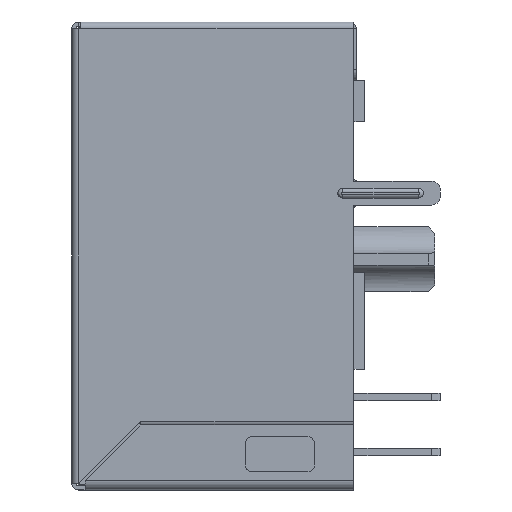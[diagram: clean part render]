
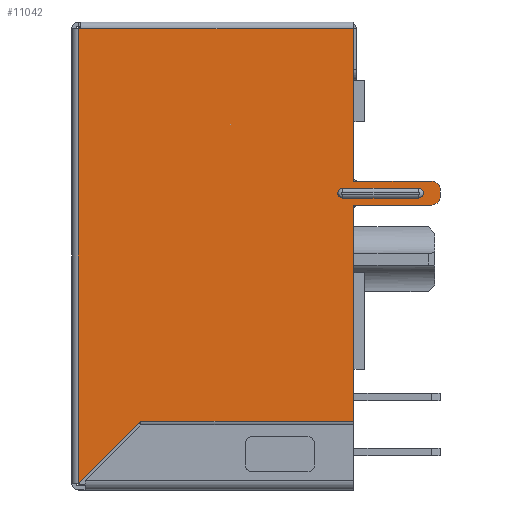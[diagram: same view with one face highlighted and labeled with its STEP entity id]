
A CAD part, left-side view. The second image highlights one B-rep face of the part: STEP entity #11042.
In plain terms, the highlighted planar face has unit normal (-1, 0, 0).
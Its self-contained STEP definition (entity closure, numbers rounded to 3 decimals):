
#49 = EDGE_CURVE ( 'NONE', #1417, #9791, #1140, .T. ) ;
#76 = EDGE_CURVE ( 'NONE', #11150, #5908, #6256, .T. ) ;
#198 = CARTESIAN_POINT ( 'NONE',  ( -7.9, 13.2, 10.95 ) ) ;
#252 = CARTESIAN_POINT ( 'NONE',  ( -7.9, 13.5, 10.65 ) ) ;
#306 = DIRECTION ( 'NONE',  ( 0., 0., -1. ) ) ;
#342 = DIRECTION ( 'NONE',  ( 0., 0., 1. ) ) ;
#367 = CARTESIAN_POINT ( 'NONE',  ( -7.9, 1., 3.05 ) ) ;
#393 = EDGE_CURVE ( 'NONE', #6378, #10892, #5563, .T. ) ;
#397 = PLANE ( 'NONE',  #6811 ) ;
#512 = CARTESIAN_POINT ( 'NONE',  ( -7.9, -3.1, 3.2 ) ) ;
#513 = DIRECTION ( 'NONE',  ( -1., 0., 0. ) ) ;
#532 = VERTEX_POINT ( 'NONE', #5936 ) ;
#683 = ORIENTED_EDGE ( 'NONE', *, *, #3374, .T. ) ;
#756 = DIRECTION ( 'NONE',  ( 0., -1., 0. ) ) ;
#908 = EDGE_CURVE ( 'NONE', #6949, #532, #8786, .T. ) ;
#916 = CARTESIAN_POINT ( 'NONE',  ( -7.9, 1., 2.825 ) ) ;
#1140 = LINE ( 'NONE', #7088, #9502 ) ;
#1229 = LINE ( 'NONE', #9340, #11269 ) ;
#1274 = EDGE_CURVE ( 'NONE', #2561, #10892, #5680, .T. ) ;
#1288 = DIRECTION ( 'NONE',  ( -1., 0., 0. ) ) ;
#1302 = FACE_BOUND ( 'NONE', #1815, .T. ) ;
#1319 = VECTOR ( 'NONE', #6639, 1000. ) ;
#1372 = CARTESIAN_POINT ( 'NONE',  ( -7.9, -3.5, 2.9 ) ) ;
#1417 = VERTEX_POINT ( 'NONE', #916 ) ;
#1518 = DIRECTION ( 'NONE',  ( -1., 0., 0. ) ) ;
#1533 = CARTESIAN_POINT ( 'NONE',  ( -7.9, -3.1, 3.6 ) ) ;
#1726 = ORIENTED_EDGE ( 'NONE', *, *, #11483, .T. ) ;
#1732 = VECTOR ( 'NONE', #8346, 1000. ) ;
#1787 = CARTESIAN_POINT ( 'NONE',  ( -7.9, 10.32, -7.47 ) ) ;
#1815 = EDGE_LOOP ( 'NONE', ( #2707, #4863, #10431, #11714 ) ) ;
#1880 = CARTESIAN_POINT ( 'NONE',  ( -7.9, -2.5, 2.825 ) ) ;
#1895 = CARTESIAN_POINT ( 'NONE',  ( -7.9, -3.5, 3.2 ) ) ;
#1903 = LINE ( 'NONE', #10207, #1319 ) ;
#1942 = ORIENTED_EDGE ( 'NONE', *, *, #76, .T. ) ;
#2183 = DIRECTION ( 'NONE',  ( 0., 1., 0. ) ) ;
#2202 = ORIENTED_EDGE ( 'NONE', *, *, #10513, .F. ) ;
#2561 = VERTEX_POINT ( 'NONE', #8470 ) ;
#2651 = VERTEX_POINT ( 'NONE', #1372 ) ;
#2707 = ORIENTED_EDGE ( 'NONE', *, *, #49, .F. ) ;
#2813 = EDGE_CURVE ( 'NONE', #6257, #1417, #7091, .T. ) ;
#3108 = EDGE_CURVE ( 'NONE', #2561, #6678, #1229, .T. ) ;
#3118 = CARTESIAN_POINT ( 'NONE',  ( -7.9, -3.1, 2.9 ) ) ;
#3256 = CARTESIAN_POINT ( 'NONE',  ( -7.9, -3.1, 2.5 ) ) ;
#3364 = CARTESIAN_POINT ( 'NONE',  ( -7.9, 0., 10.65 ) ) ;
#3367 = DIRECTION ( 'NONE',  ( 0., 0., -1. ) ) ;
#3374 = EDGE_CURVE ( 'NONE', #6949, #4015, #11695, .T. ) ;
#3710 = CARTESIAN_POINT ( 'NONE',  ( -7.9, 0.5, 10.95 ) ) ;
#3714 = CIRCLE ( 'NONE', #8374, 0.4 ) ;
#3793 = VECTOR ( 'NONE', #9644, 1000. ) ;
#3875 = LINE ( 'NONE', #252, #4442 ) ;
#3893 = DIRECTION ( 'NONE',  ( 0., 0., 1. ) ) ;
#4015 = VERTEX_POINT ( 'NONE', #9130 ) ;
#4104 = CIRCLE ( 'NONE', #10558, 0.4 ) ;
#4168 = DIRECTION ( 'NONE',  ( 0., 0., 1. ) ) ;
#4306 = CARTESIAN_POINT ( 'NONE',  ( -7.9, -3.1, 3.6 ) ) ;
#4410 = EDGE_LOOP ( 'NONE', ( #9674, #683, #2202, #1942, #10693, #4809, #7423, #5879, #1726, #5025, #10676, #8655 ) ) ;
#4442 = VECTOR ( 'NONE', #10290, 1000. ) ;
#4575 = LINE ( 'NONE', #4306, #6443 ) ;
#4651 = LINE ( 'NONE', #9377, #10881 ) ;
#4809 = ORIENTED_EDGE ( 'NONE', *, *, #393, .T. ) ;
#4863 = ORIENTED_EDGE ( 'NONE', *, *, #2813, .F. ) ;
#4904 = CARTESIAN_POINT ( 'NONE',  ( -7.9, -2.5, 3.05 ) ) ;
#4906 = CARTESIAN_POINT ( 'NONE',  ( -7.9, 0.5, 10.65 ) ) ;
#5025 = ORIENTED_EDGE ( 'NONE', *, *, #10967, .T. ) ;
#5069 = EDGE_CURVE ( 'NONE', #5908, #6378, #1903, .T. ) ;
#5268 = VECTOR ( 'NONE', #7441, 1000. ) ;
#5367 = EDGE_CURVE ( 'NONE', #10001, #532, #4575, .T. ) ;
#5485 = VERTEX_POINT ( 'NONE', #1895 ) ;
#5563 = LINE ( 'NONE', #1787, #1732 ) ;
#5680 = LINE ( 'NONE', #7015, #7388 ) ;
#5811 = DIRECTION ( 'NONE',  ( 0., 0., 1. ) ) ;
#5829 = DIRECTION ( 'NONE',  ( -1., 0., 0. ) ) ;
#5879 = ORIENTED_EDGE ( 'NONE', *, *, #3108, .T. ) ;
#5908 = VERTEX_POINT ( 'NONE', #10927 ) ;
#5936 = CARTESIAN_POINT ( 'NONE',  ( -7.9, 0.5, 3.6 ) ) ;
#6036 = CARTESIAN_POINT ( 'NONE',  ( -7.9, -2.5, 3.275 ) ) ;
#6151 = VECTOR ( 'NONE', #3893, 1000. ) ;
#6256 = LINE ( 'NONE', #198, #11328 ) ;
#6257 = VERTEX_POINT ( 'NONE', #8998 ) ;
#6378 = VERTEX_POINT ( 'NONE', #7203 ) ;
#6421 = EDGE_CURVE ( 'NONE', #9791, #11187, #10908, .T. ) ;
#6443 = VECTOR ( 'NONE', #7031, 1000. ) ;
#6639 = DIRECTION ( 'NONE',  ( 0., -0.707, 0.707 ) ) ;
#6678 = VERTEX_POINT ( 'NONE', #3256 ) ;
#6684 = EDGE_CURVE ( 'NONE', #5485, #10001, #4104, .T. ) ;
#6811 = AXIS2_PLACEMENT_3D ( 'NONE', #10393, #513, #6821 ) ;
#6821 = DIRECTION ( 'NONE',  ( 0., 0., 1. ) ) ;
#6949 = VERTEX_POINT ( 'NONE', #4906 ) ;
#7015 = CARTESIAN_POINT ( 'NONE',  ( -7.9, 0.5, 10.95 ) ) ;
#7031 = DIRECTION ( 'NONE',  ( 0., 1., 0. ) ) ;
#7088 = CARTESIAN_POINT ( 'NONE',  ( -7.9, 1., 2.825 ) ) ;
#7091 = CIRCLE ( 'NONE', #10771, 0.225 ) ;
#7203 = CARTESIAN_POINT ( 'NONE',  ( -7.9, 10.32, -7.47 ) ) ;
#7388 = VECTOR ( 'NONE', #3367, 1000. ) ;
#7423 = ORIENTED_EDGE ( 'NONE', *, *, #1274, .F. ) ;
#7441 = DIRECTION ( 'NONE',  ( 0., 0., -1. ) ) ;
#7546 = DIRECTION ( 'NONE',  ( 0., -1., 0. ) ) ;
#7552 = CARTESIAN_POINT ( 'NONE',  ( -7.9, -3.5, 2.9 ) ) ;
#8111 = EDGE_CURVE ( 'NONE', #11187, #6257, #4651, .T. ) ;
#8161 = AXIS2_PLACEMENT_3D ( 'NONE', #4904, #1288, #5811 ) ;
#8172 = CARTESIAN_POINT ( 'NONE',  ( -7.9, 0.5, -7.47 ) ) ;
#8346 = DIRECTION ( 'NONE',  ( 0., -1., 0. ) ) ;
#8374 = AXIS2_PLACEMENT_3D ( 'NONE', #3118, #5829, #342 ) ;
#8470 = CARTESIAN_POINT ( 'NONE',  ( -7.9, 0.5, 2.5 ) ) ;
#8655 = ORIENTED_EDGE ( 'NONE', *, *, #5367, .T. ) ;
#8786 = LINE ( 'NONE', #3710, #5268 ) ;
#8998 = CARTESIAN_POINT ( 'NONE',  ( -7.9, 1., 3.275 ) ) ;
#9130 = CARTESIAN_POINT ( 'NONE',  ( -7.9, 13.1, 10.65 ) ) ;
#9340 = CARTESIAN_POINT ( 'NONE',  ( -7.9, 0.5, 2.5 ) ) ;
#9377 = CARTESIAN_POINT ( 'NONE',  ( -7.9, -2.5, 3.275 ) ) ;
#9422 = DIRECTION ( 'NONE',  ( 0., 0., 1. ) ) ;
#9502 = VECTOR ( 'NONE', #756, 1000. ) ;
#9519 = LINE ( 'NONE', #7552, #6151 ) ;
#9644 = DIRECTION ( 'NONE',  ( 0., 1., 0. ) ) ;
#9674 = ORIENTED_EDGE ( 'NONE', *, *, #908, .F. ) ;
#9791 = VERTEX_POINT ( 'NONE', #1880 ) ;
#10001 = VERTEX_POINT ( 'NONE', #1533 ) ;
#10207 = CARTESIAN_POINT ( 'NONE',  ( -7.9, 13.2, -10.35 ) ) ;
#10290 = DIRECTION ( 'NONE',  ( 0., -1., 0. ) ) ;
#10335 = CARTESIAN_POINT ( 'NONE',  ( -7.9, 13.2, 10.65 ) ) ;
#10393 = CARTESIAN_POINT ( 'NONE',  ( -7.9, 13.5, 10.95 ) ) ;
#10431 = ORIENTED_EDGE ( 'NONE', *, *, #8111, .F. ) ;
#10513 = EDGE_CURVE ( 'NONE', #11150, #4015, #3875, .T. ) ;
#10558 = AXIS2_PLACEMENT_3D ( 'NONE', #512, #1518, #4168 ) ;
#10676 = ORIENTED_EDGE ( 'NONE', *, *, #6684, .T. ) ;
#10693 = ORIENTED_EDGE ( 'NONE', *, *, #5069, .T. ) ;
#10771 = AXIS2_PLACEMENT_3D ( 'NONE', #367, #11313, #9422 ) ;
#10787 = FACE_OUTER_BOUND ( 'NONE', #4410, .T. ) ;
#10881 = VECTOR ( 'NONE', #2183, 1000. ) ;
#10892 = VERTEX_POINT ( 'NONE', #8172 ) ;
#10908 = CIRCLE ( 'NONE', #8161, 0.225 ) ;
#10927 = CARTESIAN_POINT ( 'NONE',  ( -7.9, 13.2, -10.35 ) ) ;
#10967 = EDGE_CURVE ( 'NONE', #2651, #5485, #9519, .T. ) ;
#11042 = ADVANCED_FACE ( 'NONE', ( #10787, #1302 ), #397, .T. ) ;
#11150 = VERTEX_POINT ( 'NONE', #10335 ) ;
#11187 = VERTEX_POINT ( 'NONE', #6036 ) ;
#11269 = VECTOR ( 'NONE', #7546, 1000. ) ;
#11313 = DIRECTION ( 'NONE',  ( -1., 0., 0. ) ) ;
#11328 = VECTOR ( 'NONE', #306, 1000. ) ;
#11483 = EDGE_CURVE ( 'NONE', #6678, #2651, #3714, .T. ) ;
#11695 = LINE ( 'NONE', #3364, #3793 ) ;
#11714 = ORIENTED_EDGE ( 'NONE', *, *, #6421, .F. ) ;
